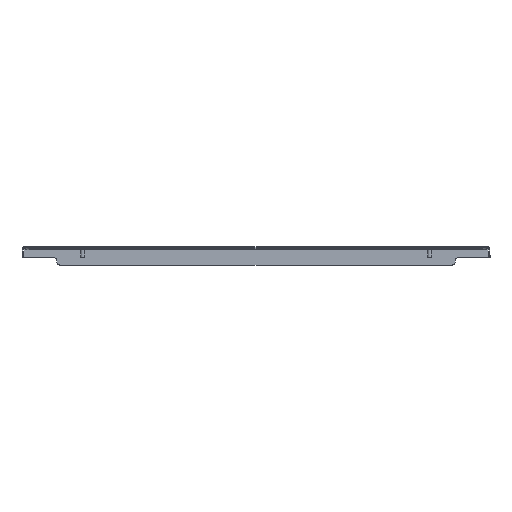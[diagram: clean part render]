
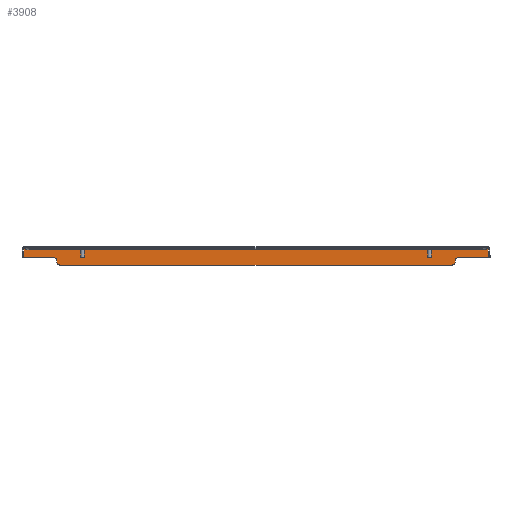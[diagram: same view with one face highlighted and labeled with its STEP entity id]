
A CAD part, front view. The second image highlights one B-rep face of the part: STEP entity #3908.
In plain terms, the highlighted planar face has unit normal (0, -1, 0).
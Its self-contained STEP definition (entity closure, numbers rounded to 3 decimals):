
#267 = DIRECTION ( 'NONE',  ( 0., 1., 0. ) ) ;
#306 = VERTEX_POINT ( 'NONE', #1692 ) ;
#318 = EDGE_CURVE ( 'NONE', #4612, #3984, #4820, .T. ) ;
#393 = ORIENTED_EDGE ( 'NONE', *, *, #1139, .F. ) ;
#406 = ORIENTED_EDGE ( 'NONE', *, *, #318, .T. ) ;
#429 = DIRECTION ( 'NONE',  ( 0., 0., 1. ) ) ;
#483 = DIRECTION ( 'NONE',  ( 0., 0., -1. ) ) ;
#506 = VERTEX_POINT ( 'NONE', #595 ) ;
#561 = DIRECTION ( 'NONE',  ( 0., 0., 1. ) ) ;
#575 = VECTOR ( 'NONE', #6489, 1000. ) ;
#578 = CARTESIAN_POINT ( 'NONE',  ( 331.086, 598.5, -25. ) ) ;
#595 = CARTESIAN_POINT ( 'NONE',  ( 336.086, 598.5, -17.8 ) ) ;
#669 = CARTESIAN_POINT ( 'NONE',  ( 331.086, 598.5, -22.8 ) ) ;
#718 = VECTOR ( 'NONE', #483, 1000. ) ;
#719 = CARTESIAN_POINT ( 'NONE',  ( 0., 598.5, -30. ) ) ;
#739 = DIRECTION ( 'NONE',  ( 0., 0., 1. ) ) ;
#778 = DIRECTION ( 'NONE',  ( -1., 0., 0. ) ) ;
#814 = CARTESIAN_POINT ( 'NONE',  ( -386.086, 598.5, -17.8 ) ) ;
#965 = CIRCLE ( 'NONE', #2649, 5. ) ;
#1107 = DIRECTION ( 'NONE',  ( 0., 0., 1. ) ) ;
#1126 = PLANE ( 'NONE',  #3317 ) ;
#1139 = EDGE_CURVE ( 'NONE', #6482, #1819, #6863, .T. ) ;
#1164 = CARTESIAN_POINT ( 'NONE',  ( 0., 598.5, 0. ) ) ;
#1211 = EDGE_CURVE ( 'NONE', #6482, #506, #965, .T. ) ;
#1308 = DIRECTION ( 'NONE',  ( 0., 0., -1. ) ) ;
#1405 = DIRECTION ( 'NONE',  ( 0., 0., -1. ) ) ;
#1512 = VECTOR ( 'NONE', #1405, 1000. ) ;
#1692 = CARTESIAN_POINT ( 'NONE',  ( 326.086, 598.5, -30. ) ) ;
#1756 = CIRCLE ( 'NONE', #3967, 5. ) ;
#1819 = VERTEX_POINT ( 'NONE', #578 ) ;
#1979 = EDGE_CURVE ( 'NONE', #6235, #3984, #3821, .T. ) ;
#1990 = DIRECTION ( 'NONE',  ( 0., 1., 0. ) ) ;
#2077 = CARTESIAN_POINT ( 'NONE',  ( -389., 598.5, -3. ) ) ;
#2102 = VERTEX_POINT ( 'NONE', #5311 ) ;
#2325 = DIRECTION ( 'NONE',  ( 0., -1., 0. ) ) ;
#2358 = EDGE_CURVE ( 'NONE', #5100, #506, #7435, .T. ) ;
#2500 = DIRECTION ( 'NONE',  ( -1., 0., 0. ) ) ;
#2599 = ORIENTED_EDGE ( 'NONE', *, *, #1979, .F. ) ;
#2619 = AXIS2_PLACEMENT_3D ( 'NONE', #3172, #1990, #739 ) ;
#2649 = AXIS2_PLACEMENT_3D ( 'NONE', #4038, #267, #7658 ) ;
#2706 = LINE ( 'NONE', #3355, #1512 ) ;
#2860 = LINE ( 'NONE', #4685, #6495 ) ;
#2872 = EDGE_CURVE ( 'NONE', #6484, #306, #7471, .T. ) ;
#3172 = CARTESIAN_POINT ( 'NONE',  ( -336.086, 598.5, -22.8 ) ) ;
#3197 = VERTEX_POINT ( 'NONE', #4518 ) ;
#3248 = EDGE_LOOP ( 'NONE', ( #7318, #7926, #7118, #7043, #393, #6805, #7648, #6152, #5711, #406, #2599, #7608 ) ) ;
#3250 = EDGE_CURVE ( 'NONE', #4612, #5759, #3376, .T. ) ;
#3288 = CARTESIAN_POINT ( 'NONE',  ( 386.086, 598.5, -17.8 ) ) ;
#3317 = AXIS2_PLACEMENT_3D ( 'NONE', #1164, #3648, #561 ) ;
#3355 = CARTESIAN_POINT ( 'NONE',  ( 386.086, 598.5, -1.5 ) ) ;
#3376 = LINE ( 'NONE', #2077, #575 ) ;
#3391 = DIRECTION ( 'NONE',  ( 1., 0., 0. ) ) ;
#3396 = CIRCLE ( 'NONE', #2619, 5. ) ;
#3474 = CIRCLE ( 'NONE', #3995, 5. ) ;
#3648 = DIRECTION ( 'NONE',  ( 0., 1., 0. ) ) ;
#3821 = LINE ( 'NONE', #814, #6390 ) ;
#3908 = ADVANCED_FACE ( 'NONE', ( #6718 ), #1126, .F. ) ;
#3967 = AXIS2_PLACEMENT_3D ( 'NONE', #6549, #7110, #429 ) ;
#3981 = EDGE_CURVE ( 'NONE', #5759, #5100, #2706, .T. ) ;
#3984 = VERTEX_POINT ( 'NONE', #6983 ) ;
#3995 = AXIS2_PLACEMENT_3D ( 'NONE', #6660, #2325, #7373 ) ;
#4038 = CARTESIAN_POINT ( 'NONE',  ( 336.086, 598.5, -22.8 ) ) ;
#4123 = EDGE_CURVE ( 'NONE', #3197, #6484, #1756, .T. ) ;
#4217 = CARTESIAN_POINT ( 'NONE',  ( -386.086, 598.5, 0. ) ) ;
#4518 = CARTESIAN_POINT ( 'NONE',  ( -331.086, 598.5, -25. ) ) ;
#4612 = VERTEX_POINT ( 'NONE', #4814 ) ;
#4685 = CARTESIAN_POINT ( 'NONE',  ( -331.086, 598.5, -30. ) ) ;
#4814 = CARTESIAN_POINT ( 'NONE',  ( -386.086, 598.5, -3. ) ) ;
#4820 = LINE ( 'NONE', #4217, #718 ) ;
#4931 = EDGE_CURVE ( 'NONE', #3197, #2102, #2860, .T. ) ;
#4936 = CARTESIAN_POINT ( 'NONE',  ( 386.086, 598.5, -17.8 ) ) ;
#5100 = VERTEX_POINT ( 'NONE', #3288 ) ;
#5135 = EDGE_CURVE ( 'NONE', #6235, #2102, #3396, .T. ) ;
#5311 = CARTESIAN_POINT ( 'NONE',  ( -331.086, 598.5, -22.8 ) ) ;
#5598 = CARTESIAN_POINT ( 'NONE',  ( -326.086, 598.5, -30. ) ) ;
#5711 = ORIENTED_EDGE ( 'NONE', *, *, #3250, .F. ) ;
#5738 = VECTOR ( 'NONE', #3391, 1000. ) ;
#5759 = VERTEX_POINT ( 'NONE', #6474 ) ;
#6063 = CARTESIAN_POINT ( 'NONE',  ( -336.086, 598.5, -17.8 ) ) ;
#6152 = ORIENTED_EDGE ( 'NONE', *, *, #3981, .F. ) ;
#6235 = VERTEX_POINT ( 'NONE', #6063 ) ;
#6390 = VECTOR ( 'NONE', #778, 1000. ) ;
#6474 = CARTESIAN_POINT ( 'NONE',  ( 386.086, 598.5, -3. ) ) ;
#6482 = VERTEX_POINT ( 'NONE', #669 ) ;
#6484 = VERTEX_POINT ( 'NONE', #5598 ) ;
#6489 = DIRECTION ( 'NONE',  ( 1., 0., 0. ) ) ;
#6495 = VECTOR ( 'NONE', #1107, 1000. ) ;
#6549 = CARTESIAN_POINT ( 'NONE',  ( -326.086, 598.5, -25. ) ) ;
#6660 = CARTESIAN_POINT ( 'NONE',  ( 326.086, 598.5, -25. ) ) ;
#6718 = FACE_OUTER_BOUND ( 'NONE', #3248, .T. ) ;
#6805 = ORIENTED_EDGE ( 'NONE', *, *, #1211, .T. ) ;
#6863 = LINE ( 'NONE', #7499, #6909 ) ;
#6909 = VECTOR ( 'NONE', #1308, 1000. ) ;
#6983 = CARTESIAN_POINT ( 'NONE',  ( -386.086, 598.5, -17.8 ) ) ;
#7043 = ORIENTED_EDGE ( 'NONE', *, *, #7795, .T. ) ;
#7110 = DIRECTION ( 'NONE',  ( 0., -1., 0. ) ) ;
#7118 = ORIENTED_EDGE ( 'NONE', *, *, #2872, .T. ) ;
#7318 = ORIENTED_EDGE ( 'NONE', *, *, #4931, .F. ) ;
#7373 = DIRECTION ( 'NONE',  ( 0., 0., 1. ) ) ;
#7435 = LINE ( 'NONE', #4936, #7668 ) ;
#7471 = LINE ( 'NONE', #719, #5738 ) ;
#7499 = CARTESIAN_POINT ( 'NONE',  ( 331.086, 598.5, -30. ) ) ;
#7608 = ORIENTED_EDGE ( 'NONE', *, *, #5135, .T. ) ;
#7648 = ORIENTED_EDGE ( 'NONE', *, *, #2358, .F. ) ;
#7658 = DIRECTION ( 'NONE',  ( 0., 0., 1. ) ) ;
#7668 = VECTOR ( 'NONE', #2500, 1000. ) ;
#7795 = EDGE_CURVE ( 'NONE', #306, #1819, #3474, .T. ) ;
#7926 = ORIENTED_EDGE ( 'NONE', *, *, #4123, .T. ) ;
